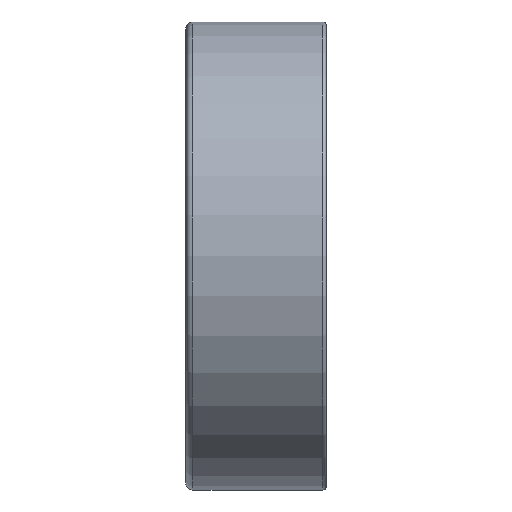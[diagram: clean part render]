
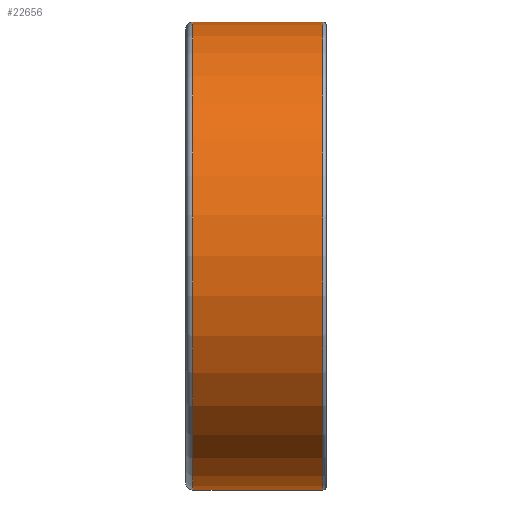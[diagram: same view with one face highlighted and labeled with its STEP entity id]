
A CAD part, top view. The second image highlights one B-rep face of the part: STEP entity #22656.
In plain terms, the highlighted cylindrical face has radius 20 mm (diameter 40 mm), a partial arc.
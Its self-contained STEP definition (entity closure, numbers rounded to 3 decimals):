
#12151=DIRECTION('',(-1.,0.,0.));
#12152=VECTOR('',#12151,11.1);
#12153=CARTESIAN_POINT('',(5.7,20.,0.));
#12154=LINE('',#12153,#12152);
#12158=DIRECTION('',(-1.,0.,0.));
#12159=VECTOR('',#12158,11.1);
#12160=CARTESIAN_POINT('',(5.7,-20.,0.));
#12161=LINE('',#12160,#12159);
#12173=CARTESIAN_POINT('',(5.7,0.,0.));
#12174=DIRECTION('',(1.,0.,0.));
#12175=DIRECTION('',(0.,1.,0.));
#12176=AXIS2_PLACEMENT_3D('',#12173,#12174,#12175);
#12181=CARTESIAN_POINT('',(-5.4,0.,0.));
#12182=DIRECTION('',(1.,0.,0.));
#12183=DIRECTION('',(0.,1.,0.));
#12184=AXIS2_PLACEMENT_3D('',#12181,#12182,#12183);
#19370=CARTESIAN_POINT('',(5.7,20.,0.));
#19371=CARTESIAN_POINT('',(-5.4,20.,0.));
#19372=VERTEX_POINT('',#19370);
#19373=VERTEX_POINT('',#19371);
#19382=CARTESIAN_POINT('',(5.7,-20.,0.));
#19383=CARTESIAN_POINT('',(-5.4,-20.,0.));
#19384=VERTEX_POINT('',#19382);
#19385=VERTEX_POINT('',#19383);
#22644=CARTESIAN_POINT('',(-6.6,0.,0.));
#22645=DIRECTION('',(1.,0.,0.));
#22646=DIRECTION('',(0.,-1.,0.));
#22647=AXIS2_PLACEMENT_3D('',#22644,#22645,#22646);
#22648=CYLINDRICAL_SURFACE('',#22647,20.);
#22649=ORIENTED_EDGE('',*,*,#22634,.F.);
#22650=ORIENTED_EDGE('',*,*,#22611,.T.);
#22651=ORIENTED_EDGE('',*,*,#22638,.T.);
#22653=ORIENTED_EDGE('',*,*,#22652,.F.);
#22654=EDGE_LOOP('',(#22649,#22650,#22651,#22653));
#22655=FACE_OUTER_BOUND('',#22654,.F.);
#12177=CIRCLE('',#12176,20.);
#12185=CIRCLE('',#12184,20.);
#22611=EDGE_CURVE('',#19372,#19384,#12177,.T.);
#22634=EDGE_CURVE('',#19372,#19373,#12154,.T.);
#22638=EDGE_CURVE('',#19384,#19385,#12161,.T.);
#22652=EDGE_CURVE('',#19373,#19385,#12185,.T.);
#22656=ADVANCED_FACE('',(#22655),#22648,.T.);
